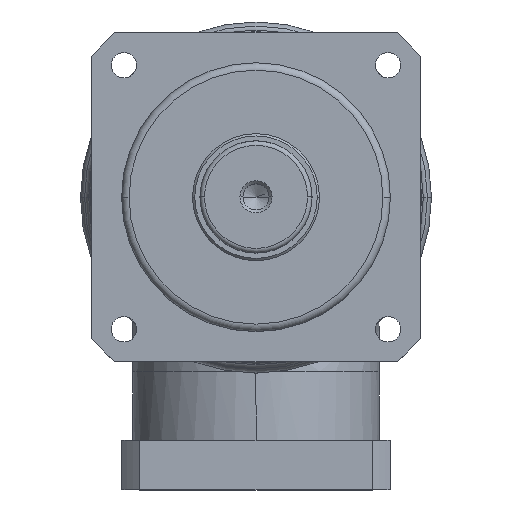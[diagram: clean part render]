
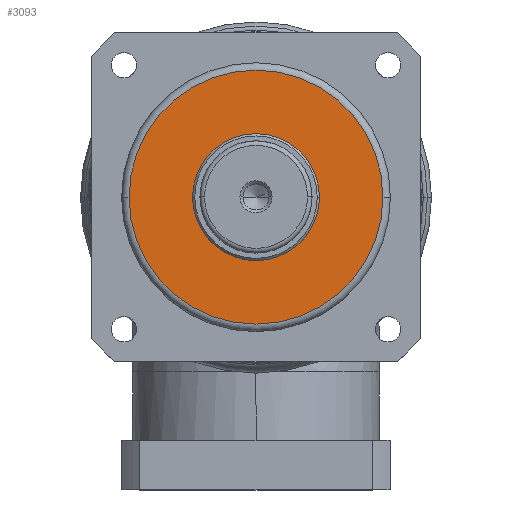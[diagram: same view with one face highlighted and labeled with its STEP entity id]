
A CAD part, top view. The second image highlights one B-rep face of the part: STEP entity #3093.
In plain terms, the highlighted planar face has unit normal (0, 0, 1).
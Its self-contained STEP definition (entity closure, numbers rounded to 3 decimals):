
#59 = AXIS2_PLACEMENT_3D ( 'NONE', #8247, #4421, #618 ) ;
#195 = DIRECTION ( 'NONE',  ( 1., 0., 0. ) ) ;
#331 = ORIENTED_EDGE ( 'NONE', *, *, #3977, .T. ) ;
#386 = VERTEX_POINT ( 'NONE', #7321 ) ;
#441 = ORIENTED_EDGE ( 'NONE', *, *, #3127, .F. ) ;
#550 = DIRECTION ( 'NONE',  ( 1., 0., 0. ) ) ;
#618 = DIRECTION ( 'NONE',  ( 1., 0., 0. ) ) ;
#1421 = VERTEX_POINT ( 'NONE', #5795 ) ;
#1456 = DIRECTION ( 'NONE',  ( 1., 0., 0. ) ) ;
#1509 = CIRCLE ( 'NONE', #5583, 42.5 ) ;
#1808 = CARTESIAN_POINT ( 'NONE',  ( -42.5, 0., 155. ) ) ;
#2071 = VERTEX_POINT ( 'NONE', #6348 ) ;
#2169 = CARTESIAN_POINT ( 'NONE',  ( 0., 0., 155. ) ) ;
#2806 = DIRECTION ( 'NONE',  ( 1., 0., 0. ) ) ;
#2821 = VERTEX_POINT ( 'NONE', #1808 ) ;
#3093 = ADVANCED_FACE ( 'NONE', ( #6956, #6769 ), #5260, .T. ) ;
#3127 = EDGE_CURVE ( 'NONE', #2821, #386, #1509, .T. ) ;
#3338 = DIRECTION ( 'NONE',  ( 0., 0., 1. ) ) ;
#3977 = EDGE_CURVE ( 'NONE', #1421, #2071, #5203, .T. ) ;
#3994 = CIRCLE ( 'NONE', #6275, 85. ) ;
#4000 = DIRECTION ( 'NONE',  ( 0., 0., 1. ) ) ;
#4075 = EDGE_LOOP ( 'NONE', ( #5246, #331 ) ) ;
#4352 = DIRECTION ( 'NONE',  ( 0., 0., 1. ) ) ;
#4421 = DIRECTION ( 'NONE',  ( 0., 0., 1. ) ) ;
#4531 = ORIENTED_EDGE ( 'NONE', *, *, #4701, .F. ) ;
#4599 = CARTESIAN_POINT ( 'NONE',  ( 0., 0., 155. ) ) ;
#4701 = EDGE_CURVE ( 'NONE', #386, #2821, #5395, .T. ) ;
#4731 = AXIS2_PLACEMENT_3D ( 'NONE', #4599, #3338, #1456 ) ;
#4987 = EDGE_CURVE ( 'NONE', #2071, #1421, #3994, .T. ) ;
#5203 = CIRCLE ( 'NONE', #6392, 85. ) ;
#5246 = ORIENTED_EDGE ( 'NONE', *, *, #4987, .T. ) ;
#5260 = PLANE ( 'NONE',  #4731 ) ;
#5395 = CIRCLE ( 'NONE', #59, 42.5 ) ;
#5583 = AXIS2_PLACEMENT_3D ( 'NONE', #8174, #4352, #550 ) ;
#5795 = CARTESIAN_POINT ( 'NONE',  ( -85., 0., 155. ) ) ;
#6275 = AXIS2_PLACEMENT_3D ( 'NONE', #2169, #6606, #2806 ) ;
#6348 = CARTESIAN_POINT ( 'NONE',  ( 85., 0., 155. ) ) ;
#6392 = AXIS2_PLACEMENT_3D ( 'NONE', #7806, #4000, #195 ) ;
#6606 = DIRECTION ( 'NONE',  ( 0., 0., 1. ) ) ;
#6769 = FACE_BOUND ( 'NONE', #6825, .T. ) ;
#6825 = EDGE_LOOP ( 'NONE', ( #441, #4531 ) ) ;
#6956 = FACE_OUTER_BOUND ( 'NONE', #4075, .T. ) ;
#7321 = CARTESIAN_POINT ( 'NONE',  ( 42.5, 0., 155. ) ) ;
#7806 = CARTESIAN_POINT ( 'NONE',  ( 0., 0., 155. ) ) ;
#8174 = CARTESIAN_POINT ( 'NONE',  ( 0., 0., 155. ) ) ;
#8247 = CARTESIAN_POINT ( 'NONE',  ( 0., 0., 155. ) ) ;
